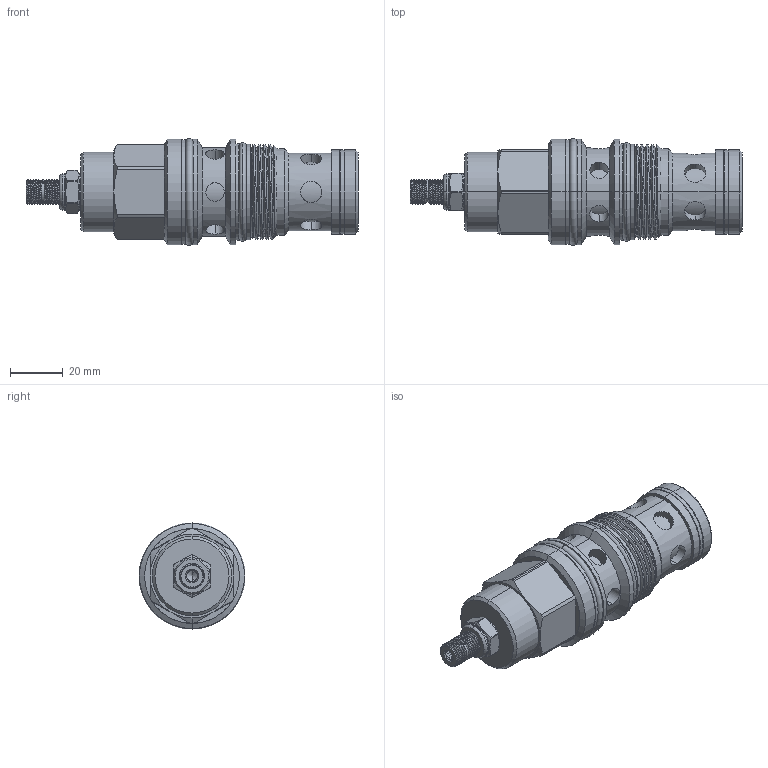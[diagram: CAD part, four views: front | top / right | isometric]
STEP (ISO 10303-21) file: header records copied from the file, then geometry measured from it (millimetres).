
FILE_DESCRIPTION (( 'STEP AP203' ), '1' );
FILE_NAME ('FR17A3A-L.STEP', '2016-05-24T08:03:06', ( '' ), ( '' ), 'SwSTEP 2.0', 'SolidWorks 2012', '' );
FILE_SCHEMA (( 'CONFIG_CONTROL_DESIGN' ));
Length unit declared in the file: millimetre
Products named in the file (1): FR17A3A-L
Bounding box: 125.33 x 40.39 x 40.39 mm (x, y, z)
Volume: 90053.2 mm3; surface area: 22105.1 mm2
Topology: 5 solids, 5 shells, 291 faces, 667 edges, 413 vertices
Faces by surface type: cylinder 139, plane 62, cone 47, torus 34, bspline 9
Entity records: 17134 total; most frequent: CARTESIAN_POINT 10745, ORIENTED_EDGE 1330, DIRECTION 1312, EDGE_CURVE 665, AXIS2_PLACEMENT_3D 547, VERTEX_POINT 413, EDGE_LOOP 324, FACE_OUTER_BOUND 291
